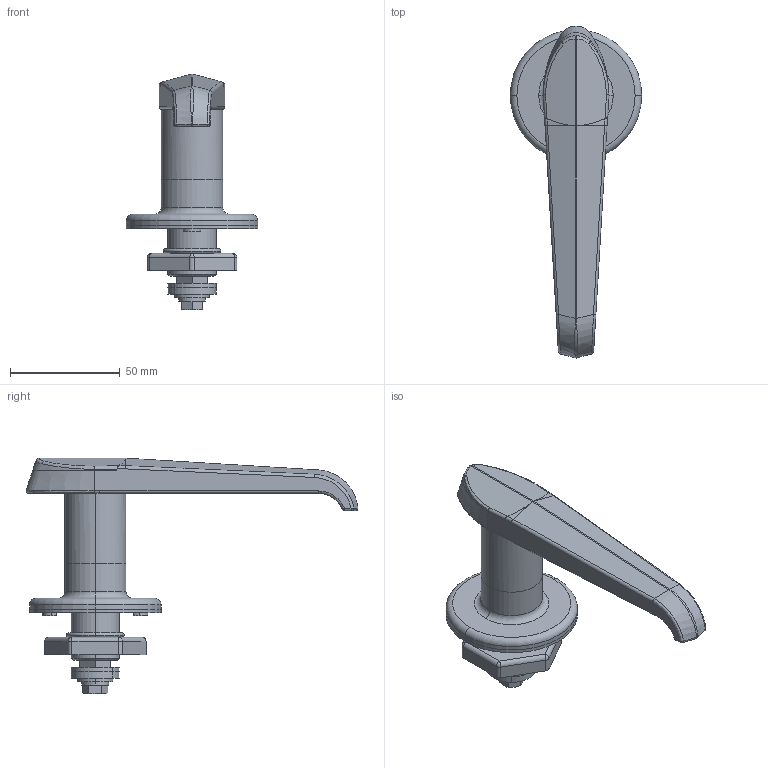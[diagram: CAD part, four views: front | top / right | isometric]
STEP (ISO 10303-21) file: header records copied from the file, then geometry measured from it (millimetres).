
FILE_DESCRIPTION (( 'STEP AP203' ), '1' );
FILE_NAME ('A-1140-H-1-1-TAK60.STEP', '2020-03-11T01:16:54', ( '' ), ( '' ), 'SwSTEP 2.0', 'SolidWorks 2018', '' );
FILE_SCHEMA (( 'CONFIG_CONTROL_DESIGN' ));
Length unit declared in the file: millimetre
Products named in the file (12): A-1140-H-1-1-TAK60_大ナット_; A-1140-H-1-1-TAK60; A-1140-H-1-1-TAK60_蓋_; A-1140-H-1-1-TAK60_本体_; A-1140-H-1-1-TAK60_スペーサー_; A-1140-H-1-1-TAK60_ダミーローター__#TAK60-4_; A-1140-H-1-1-TAK60_六角ボルト_内径基準ver1.03__M6x15十字穴付六角ボルト(SUS)SWシングルセムス(P2); A-1140-H-1-1-TAK60_リングワッシャー_; A-1140-H-1-1-TAK60_角穴ワッシャー_; A-1140-H-1-1-TAK60_パッキン_; A-1140-H-1-1-TAK60_平座金_; A-1140-H-1-1-TAK60_受座_
Assembly tree (11 placements, depth 2):
  A-1140-H-1-1-TAK60
    A-1140-H-1-1-TAK60_パッキン_
    A-1140-H-1-1-TAK60_受座_
    A-1140-H-1-1-TAK60_本体_
    A-1140-H-1-1-TAK60_蓋_
    A-1140-H-1-1-TAK60_大ナット_
    A-1140-H-1-1-TAK60_リングワッシャー_
    A-1140-H-1-1-TAK60_スペーサー_
    A-1140-H-1-1-TAK60_角穴ワッシャー_
    A-1140-H-1-1-TAK60_平座金_
    A-1140-H-1-1-TAK60_六角ボルト_内径基準ver1.03__M6x15十字穴付六角ボルト(SUS)SWシングルセムス(P2)
    A-1140-H-1-1-TAK60_ダミーローター__#TAK60-4_
Bounding box: 60 x 151.48 x 107.55 mm (x, y, z)
Volume: 89929.3 mm3; surface area: 46893.6 mm2
Topology: 11 solids, 11 shells, 332 faces, 792 edges, 492 vertices
Faces by surface type: plane 123, cylinder 121, bspline 40, cone 22, sphere 16, torus 10
Entity records: 12844 total; most frequent: CARTESIAN_POINT 4168, ORIENTED_EDGE 1556, DIRECTION 1545, EDGE_CURVE 778, AXIS2_PLACEMENT_3D 607, VERTEX_POINT 486, EDGE_LOOP 366, ADVANCED_FACE 332
